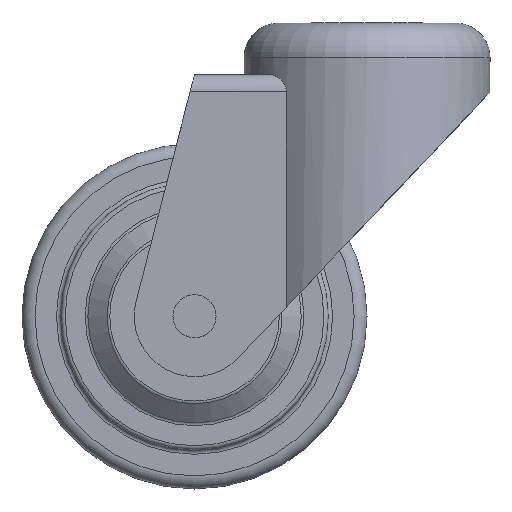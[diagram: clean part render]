
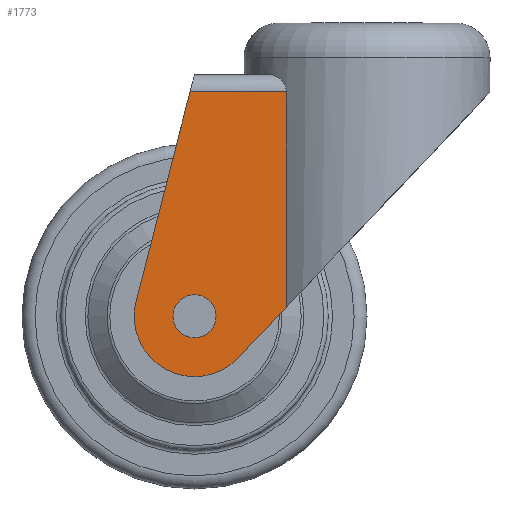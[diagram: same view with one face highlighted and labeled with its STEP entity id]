
A CAD part, top view. The second image highlights one B-rep face of the part: STEP entity #1773.
In plain terms, the highlighted planar face has unit normal (0, 0, 1).
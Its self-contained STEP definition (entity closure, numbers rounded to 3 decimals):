
#864=CIRCLE('',#1663,14.);
#865=CIRCLE('',#1664,5.);
#928=ORIENTED_EDGE('',*,*,#1210,.T.);
#929=ORIENTED_EDGE('',*,*,#1211,.T.);
#930=ORIENTED_EDGE('',*,*,#1212,.F.);
#931=ORIENTED_EDGE('',*,*,#1213,.F.);
#932=ORIENTED_EDGE('',*,*,#1199,.F.);
#933=ORIENTED_EDGE('',*,*,#1214,.F.);
#1079=VECTOR('',#1440,1.);
#1086=VECTOR('',#1455,1.);
#1087=VECTOR('',#1456,1.);
#1088=VECTOR('',#1457,1.);
#1107=LINE('',#1825,#1079);
#1114=LINE('',#1872,#1086);
#1115=LINE('',#1874,#1087);
#1116=LINE('',#1876,#1088);
#1135=VERTEX_POINT('',#1823);
#1136=VERTEX_POINT('',#1824);
#1146=VERTEX_POINT('',#1871);
#1147=VERTEX_POINT('',#1873);
#1148=VERTEX_POINT('',#1875);
#1149=VERTEX_POINT('',#1878);
#1199=EDGE_CURVE('',#1135,#1136,#1107,.T.);
#1210=EDGE_CURVE('',#1135,#1146,#1114,.T.);
#1211=EDGE_CURVE('',#1146,#1147,#1115,.T.);
#1212=EDGE_CURVE('',#1148,#1147,#1116,.T.);
#1213=EDGE_CURVE('',#1136,#1148,#864,.T.);
#1214=EDGE_CURVE('',#1149,#1149,#865,.T.);
#1281=EDGE_LOOP('',(#928,#929,#930,#931,#932));
#1282=EDGE_LOOP('',(#933));
#1360=FACE_BOUND('',#1281,.T.);
#1361=FACE_BOUND('',#1282,.T.);
#1440=DIRECTION('',(-11.124,-11.752,0.));
#1453=DIRECTION('',(0.,0.,1.));
#1454=DIRECTION('',(0.,-1.,0.));
#1455=DIRECTION('',(0.,49.872,0.));
#1456=DIRECTION('',(-22.325,0.,0.));
#1457=DIRECTION('',(12.523,48.5,0.));
#1458=DIRECTION('',(0.,0.,-1.));
#1459=DIRECTION('',(10.167,-9.624,0.));
#1460=DIRECTION('',(0.,0.,1.));
#1461=DIRECTION('',(-5.,0.,0.));
#1662=AXIS2_PLACEMENT_3D('',#1870,#1453,#1454);
#1663=AXIS2_PLACEMENT_3D('',#1877,#1458,#1459);
#1664=AXIS2_PLACEMENT_3D('',#1879,#1460,#1461);
#1755=PLANE('',#1662);
#1773=ADVANCED_FACE('',(#1360,#1361),#1755,.T.);
#1823=CARTESIAN_POINT('',(-18.708,-65.872,21.5));
#1824=CARTESIAN_POINT('',(-29.833,-77.624,21.5));
#1825=CARTESIAN_POINT('',(-18.708,-65.872,21.5));
#1870=CARTESIAN_POINT('',(-28.5,-16.,21.5));
#1871=CARTESIAN_POINT('',(-18.708,-16.,21.5));
#1872=CARTESIAN_POINT('',(-18.708,-65.872,21.5));
#1873=CARTESIAN_POINT('',(-41.033,-16.,21.5));
#1874=CARTESIAN_POINT('',(-18.708,-16.,21.5));
#1875=CARTESIAN_POINT('',(-53.555,-64.5,21.5));
#1876=CARTESIAN_POINT('',(-53.555,-64.5,21.5));
#1877=CARTESIAN_POINT('',(-40.,-68.,21.5));
#1878=CARTESIAN_POINT('',(-45.,-68.,21.5));
#1879=CARTESIAN_POINT('',(-40.,-68.,21.5));
